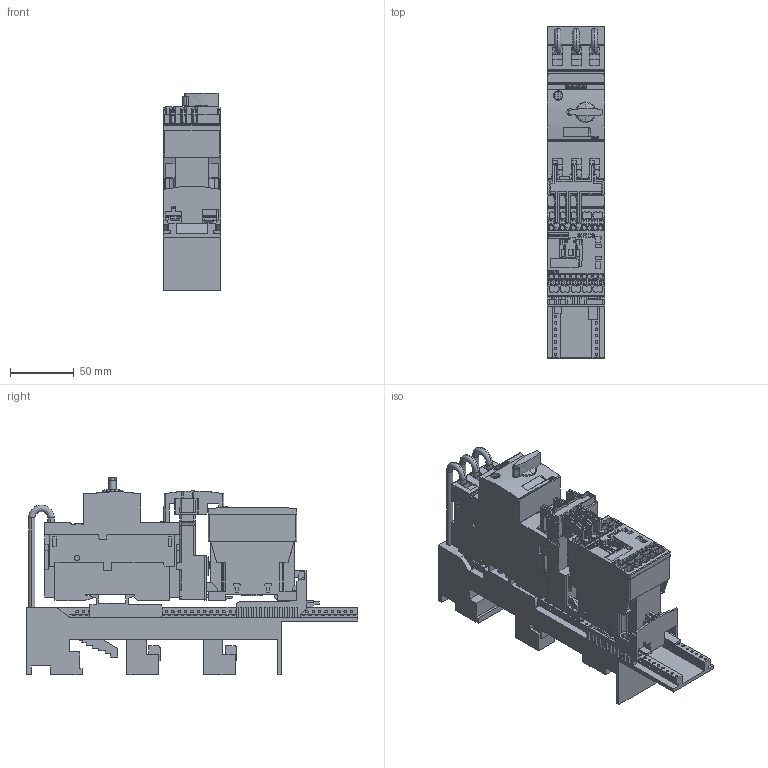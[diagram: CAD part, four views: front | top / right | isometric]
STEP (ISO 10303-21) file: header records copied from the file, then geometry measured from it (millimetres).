
FILE_DESCRIPTION(('STEP AP214'),'1');
FILE_NAME('cctmp_4093A4B3-BE7D-45EF-8CB4-CAD741EC5643_2025_05_15_11_53_21_0639..stp','2025-05-15T09:53:23',('SIEMENS A&D'),('CADClick - www.CADClick.com'),'Spatial InterOp 3D postprocessed',' ','unknown authorization');
FILE_SCHEMA(('AUTOMOTIVE_DESIGN'));
Length unit declared in the file: millimetre
Products named in the file (4): cc_unnamed; 2025_05_15_11_53_21_0565; 2025_05_15_11_53_21_0534; 2025_05_15_11_53_21_0503
Assembly tree (3 placements, depth 2):
  cc_unnamed
    2025_05_15_11_53_21_0565
    2025_05_15_11_53_21_0534
    2025_05_15_11_53_21_0503
Bounding box: 45 x 260 x 154.9 mm (x, y, z)
Volume: 844123.2 mm3; surface area: 193716.5 mm2
Topology: 3 solids, 3 shells, 3639 faces, 10367 edges, 6875 vertices
Faces by surface type: plane 2572, cylinder 1039, torus 24, cone 4
Entity records: 131359 total; most frequent: CARTESIAN_POINT 22876, ORIENTED_EDGE 20718, DIRECTION 19924, EDGE_CURVE 10359, LINE 7764, VECTOR 7764, VERTEX_POINT 6875, AXIS2_PLACEMENT_3D 6080
